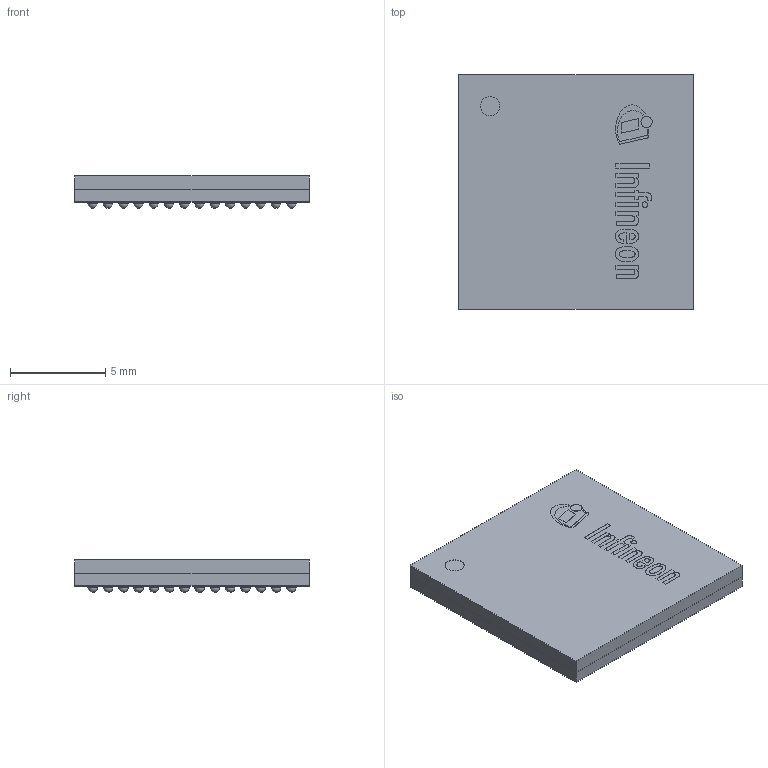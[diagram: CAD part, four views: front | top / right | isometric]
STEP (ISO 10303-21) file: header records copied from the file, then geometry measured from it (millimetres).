
FILE_DESCRIPTION(/* description */ (''),/* implementation_level */ '2;1');
FILE_NAME(/* name */ 'PG-LFBGA-188-2_Z8B00217326_V02_3D.stp',/* time_stamp */ '2022-11-01T21:13:35+06:00',/* author */ ('janartha'),/* organization */ (''),/* preprocessor_version */ 'ST-DEVELOPER v16.13',/* originating_system */ 'AutoCAD Mechanical',/* authorisation */ '');
FILE_SCHEMA (('AUTOMOTIVE_DESIGN { 1 0 10303 214 3 1 1 }'));
Length unit declared in the file: millimetre
Products named in the file (1): Product
Bounding box: 12.3 x 12.3 x 1.71 mm (x, y, z)
Volume: 216.4 mm3; surface area: 1123.1 mm2
Topology: 205 solids, 205 shells, 706 faces, 1449 edges, 966 vertices
Faces by surface type: plane 305, cylinder 195, sphere 188, bspline 18
Full cylindrical faces by diameter (mm): 0.288 x1, 0.5 x188, 0.593 x1, 1 x2
Entity records: 13329 total; most frequent: DIRECTION 2425, CARTESIAN_POINT 2360, ORIENTED_EDGE 1386, AXIS2_PLACEMENT_3D 1079, EDGE_LOOP 903, FACE_OUTER_BOUND 706, ADVANCED_FACE 706, EDGE_CURVE 693
